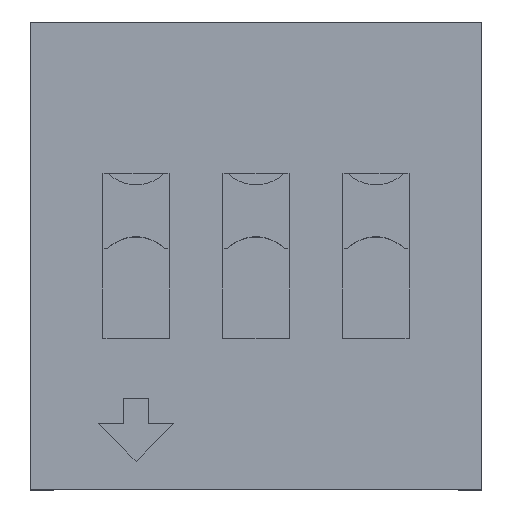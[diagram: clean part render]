
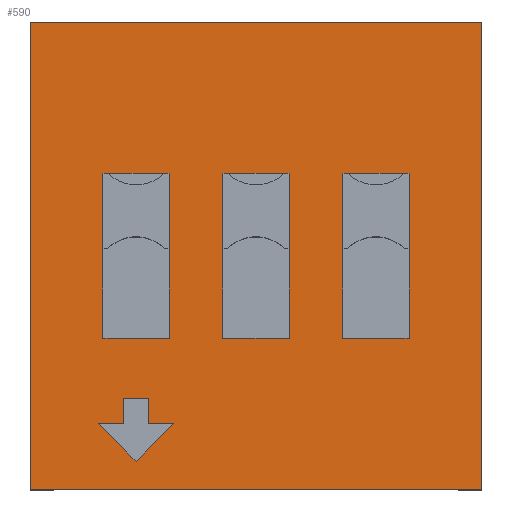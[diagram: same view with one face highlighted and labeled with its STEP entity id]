
A CAD part, top view. The second image highlights one B-rep face of the part: STEP entity #590.
In plain terms, the highlighted planar face has unit normal (0, 0, 1).
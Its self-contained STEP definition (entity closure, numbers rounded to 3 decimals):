
#94 = VERTEX_POINT('',#95);
#95 = CARTESIAN_POINT('',(-2.245,-1.14,5.85));
#101 = EDGE_CURVE('',#94,#102,#104,.T.);
#102 = VERTEX_POINT('',#103);
#103 = CARTESIAN_POINT('',(7.325,-1.14,5.85));
#104 = LINE('',#105,#106);
#105 = CARTESIAN_POINT('',(-2.245,-1.14,5.85));
#106 = VECTOR('',#107,1.);
#107 = DIRECTION('',(1.,0.,0.));
#468 = VERTEX_POINT('',#469);
#469 = CARTESIAN_POINT('',(-2.245,8.76,5.85));
#475 = EDGE_CURVE('',#468,#94,#476,.T.);
#476 = LINE('',#477,#478);
#477 = CARTESIAN_POINT('',(-2.245,8.76,5.85));
#478 = VECTOR('',#479,1.);
#479 = DIRECTION('',(0.,-1.,0.));
#549 = EDGE_CURVE('',#102,#550,#552,.T.);
#550 = VERTEX_POINT('',#551);
#551 = CARTESIAN_POINT('',(7.325,8.76,5.85));
#552 = LINE('',#553,#554);
#553 = CARTESIAN_POINT('',(7.325,-1.14,5.85));
#554 = VECTOR('',#555,1.);
#555 = DIRECTION('',(0.,1.,0.));
#590 = ADVANCED_FACE('',(#591,#602,#668,#734,#800),#858,.F.);
#591 = FACE_BOUND('',#592,.F.);
#592 = EDGE_LOOP('',(#593,#599,#600,#601));
#593 = ORIENTED_EDGE('',*,*,#594,.F.);
#594 = EDGE_CURVE('',#550,#468,#595,.T.);
#595 = LINE('',#596,#597);
#596 = CARTESIAN_POINT('',(7.325,8.76,5.85));
#597 = VECTOR('',#598,1.);
#598 = DIRECTION('',(-1.,0.,0.));
#599 = ORIENTED_EDGE('',*,*,#549,.F.);
#600 = ORIENTED_EDGE('',*,*,#101,.F.);
#601 = ORIENTED_EDGE('',*,*,#475,.F.);
#602 = FACE_BOUND('',#603,.F.);
#603 = EDGE_LOOP('',(#604,#614,#622,#630,#638,#646,#654,#662));
#604 = ORIENTED_EDGE('',*,*,#605,.T.);
#605 = EDGE_CURVE('',#606,#608,#610,.T.);
#606 = VERTEX_POINT('',#607);
#607 = CARTESIAN_POINT('',(4.38,5.56,5.85));
#608 = VERTEX_POINT('',#609);
#609 = CARTESIAN_POINT('',(4.38,3.96,5.85));
#610 = LINE('',#611,#612);
#611 = CARTESIAN_POINT('',(4.38,5.56,5.85));
#612 = VECTOR('',#613,1.);
#613 = DIRECTION('',(0.,-1.,0.));
#614 = ORIENTED_EDGE('',*,*,#615,.T.);
#615 = EDGE_CURVE('',#608,#616,#618,.T.);
#616 = VERTEX_POINT('',#617);
#617 = CARTESIAN_POINT('',(4.38,2.06,5.85));
#618 = LINE('',#619,#620);
#619 = CARTESIAN_POINT('',(4.38,5.56,5.85));
#620 = VECTOR('',#621,1.);
#621 = DIRECTION('',(0.,-1.,0.));
#622 = ORIENTED_EDGE('',*,*,#623,.T.);
#623 = EDGE_CURVE('',#616,#624,#626,.T.);
#624 = VERTEX_POINT('',#625);
#625 = CARTESIAN_POINT('',(5.78,2.06,5.85));
#626 = LINE('',#627,#628);
#627 = CARTESIAN_POINT('',(4.38,2.06,5.85));
#628 = VECTOR('',#629,1.);
#629 = DIRECTION('',(1.,0.,0.));
#630 = ORIENTED_EDGE('',*,*,#631,.T.);
#631 = EDGE_CURVE('',#624,#632,#634,.T.);
#632 = VERTEX_POINT('',#633);
#633 = CARTESIAN_POINT('',(5.78,3.96,5.85));
#634 = LINE('',#635,#636);
#635 = CARTESIAN_POINT('',(5.78,2.06,5.85));
#636 = VECTOR('',#637,1.);
#637 = DIRECTION('',(0.,1.,0.));
#638 = ORIENTED_EDGE('',*,*,#639,.T.);
#639 = EDGE_CURVE('',#632,#640,#642,.T.);
#640 = VERTEX_POINT('',#641);
#641 = CARTESIAN_POINT('',(5.78,5.56,5.85));
#642 = LINE('',#643,#644);
#643 = CARTESIAN_POINT('',(5.78,2.06,5.85));
#644 = VECTOR('',#645,1.);
#645 = DIRECTION('',(0.,1.,0.));
#646 = ORIENTED_EDGE('',*,*,#647,.T.);
#647 = EDGE_CURVE('',#640,#648,#650,.T.);
#648 = VERTEX_POINT('',#649);
#649 = CARTESIAN_POINT('',(5.682,5.56,5.85));
#650 = LINE('',#651,#652);
#651 = CARTESIAN_POINT('',(5.78,5.56,5.85));
#652 = VECTOR('',#653,1.);
#653 = DIRECTION('',(-1.,0.,0.));
#654 = ORIENTED_EDGE('',*,*,#655,.T.);
#655 = EDGE_CURVE('',#648,#656,#658,.T.);
#656 = VERTEX_POINT('',#657);
#657 = CARTESIAN_POINT('',(4.478,5.56,5.85));
#658 = LINE('',#659,#660);
#659 = CARTESIAN_POINT('',(5.78,5.56,5.85));
#660 = VECTOR('',#661,1.);
#661 = DIRECTION('',(-1.,0.,0.));
#662 = ORIENTED_EDGE('',*,*,#663,.T.);
#663 = EDGE_CURVE('',#656,#606,#664,.T.);
#664 = LINE('',#665,#666);
#665 = CARTESIAN_POINT('',(5.78,5.56,5.85));
#666 = VECTOR('',#667,1.);
#667 = DIRECTION('',(-1.,0.,0.));
#668 = FACE_BOUND('',#669,.F.);
#669 = EDGE_LOOP('',(#670,#680,#688,#696,#704,#712,#720,#728));
#670 = ORIENTED_EDGE('',*,*,#671,.T.);
#671 = EDGE_CURVE('',#672,#674,#676,.T.);
#672 = VERTEX_POINT('',#673);
#673 = CARTESIAN_POINT('',(3.24,5.56,5.85));
#674 = VERTEX_POINT('',#675);
#675 = CARTESIAN_POINT('',(3.142,5.56,5.85));
#676 = LINE('',#677,#678);
#677 = CARTESIAN_POINT('',(3.24,5.56,5.85));
#678 = VECTOR('',#679,1.);
#679 = DIRECTION('',(-1.,0.,0.));
#680 = ORIENTED_EDGE('',*,*,#681,.T.);
#681 = EDGE_CURVE('',#674,#682,#684,.T.);
#682 = VERTEX_POINT('',#683);
#683 = CARTESIAN_POINT('',(1.938,5.56,5.85));
#684 = LINE('',#685,#686);
#685 = CARTESIAN_POINT('',(3.24,5.56,5.85));
#686 = VECTOR('',#687,1.);
#687 = DIRECTION('',(-1.,0.,0.));
#688 = ORIENTED_EDGE('',*,*,#689,.T.);
#689 = EDGE_CURVE('',#682,#690,#692,.T.);
#690 = VERTEX_POINT('',#691);
#691 = CARTESIAN_POINT('',(1.84,5.56,5.85));
#692 = LINE('',#693,#694);
#693 = CARTESIAN_POINT('',(3.24,5.56,5.85));
#694 = VECTOR('',#695,1.);
#695 = DIRECTION('',(-1.,0.,0.));
#696 = ORIENTED_EDGE('',*,*,#697,.T.);
#697 = EDGE_CURVE('',#690,#698,#700,.T.);
#698 = VERTEX_POINT('',#699);
#699 = CARTESIAN_POINT('',(1.84,3.96,5.85));
#700 = LINE('',#701,#702);
#701 = CARTESIAN_POINT('',(1.84,5.56,5.85));
#702 = VECTOR('',#703,1.);
#703 = DIRECTION('',(0.,-1.,0.));
#704 = ORIENTED_EDGE('',*,*,#705,.T.);
#705 = EDGE_CURVE('',#698,#706,#708,.T.);
#706 = VERTEX_POINT('',#707);
#707 = CARTESIAN_POINT('',(1.84,2.06,5.85));
#708 = LINE('',#709,#710);
#709 = CARTESIAN_POINT('',(1.84,5.56,5.85));
#710 = VECTOR('',#711,1.);
#711 = DIRECTION('',(0.,-1.,0.));
#712 = ORIENTED_EDGE('',*,*,#713,.T.);
#713 = EDGE_CURVE('',#706,#714,#716,.T.);
#714 = VERTEX_POINT('',#715);
#715 = CARTESIAN_POINT('',(3.24,2.06,5.85));
#716 = LINE('',#717,#718);
#717 = CARTESIAN_POINT('',(1.84,2.06,5.85));
#718 = VECTOR('',#719,1.);
#719 = DIRECTION('',(1.,0.,0.));
#720 = ORIENTED_EDGE('',*,*,#721,.T.);
#721 = EDGE_CURVE('',#714,#722,#724,.T.);
#722 = VERTEX_POINT('',#723);
#723 = CARTESIAN_POINT('',(3.24,3.96,5.85));
#724 = LINE('',#725,#726);
#725 = CARTESIAN_POINT('',(3.24,2.06,5.85));
#726 = VECTOR('',#727,1.);
#727 = DIRECTION('',(0.,1.,0.));
#728 = ORIENTED_EDGE('',*,*,#729,.T.);
#729 = EDGE_CURVE('',#722,#672,#730,.T.);
#730 = LINE('',#731,#732);
#731 = CARTESIAN_POINT('',(3.24,2.06,5.85));
#732 = VECTOR('',#733,1.);
#733 = DIRECTION('',(0.,1.,0.));
#734 = FACE_BOUND('',#735,.F.);
#735 = EDGE_LOOP('',(#736,#746,#754,#762,#770,#778,#786,#794));
#736 = ORIENTED_EDGE('',*,*,#737,.T.);
#737 = EDGE_CURVE('',#738,#740,#742,.T.);
#738 = VERTEX_POINT('',#739);
#739 = CARTESIAN_POINT('',(0.7,2.06,5.85));
#740 = VERTEX_POINT('',#741);
#741 = CARTESIAN_POINT('',(0.7,3.96,5.85));
#742 = LINE('',#743,#744);
#743 = CARTESIAN_POINT('',(0.7,2.06,5.85));
#744 = VECTOR('',#745,1.);
#745 = DIRECTION('',(0.,1.,0.));
#746 = ORIENTED_EDGE('',*,*,#747,.T.);
#747 = EDGE_CURVE('',#740,#748,#750,.T.);
#748 = VERTEX_POINT('',#749);
#749 = CARTESIAN_POINT('',(0.7,5.56,5.85));
#750 = LINE('',#751,#752);
#751 = CARTESIAN_POINT('',(0.7,2.06,5.85));
#752 = VECTOR('',#753,1.);
#753 = DIRECTION('',(0.,1.,0.));
#754 = ORIENTED_EDGE('',*,*,#755,.T.);
#755 = EDGE_CURVE('',#748,#756,#758,.T.);
#756 = VERTEX_POINT('',#757);
#757 = CARTESIAN_POINT('',(0.602,5.56,5.85));
#758 = LINE('',#759,#760);
#759 = CARTESIAN_POINT('',(0.7,5.56,5.85));
#760 = VECTOR('',#761,1.);
#761 = DIRECTION('',(-1.,0.,0.));
#762 = ORIENTED_EDGE('',*,*,#763,.T.);
#763 = EDGE_CURVE('',#756,#764,#766,.T.);
#764 = VERTEX_POINT('',#765);
#765 = CARTESIAN_POINT('',(-0.602,5.56,5.85));
#766 = LINE('',#767,#768);
#767 = CARTESIAN_POINT('',(0.7,5.56,5.85));
#768 = VECTOR('',#769,1.);
#769 = DIRECTION('',(-1.,0.,0.));
#770 = ORIENTED_EDGE('',*,*,#771,.T.);
#771 = EDGE_CURVE('',#764,#772,#774,.T.);
#772 = VERTEX_POINT('',#773);
#773 = CARTESIAN_POINT('',(-0.7,5.56,5.85));
#774 = LINE('',#775,#776);
#775 = CARTESIAN_POINT('',(0.7,5.56,5.85));
#776 = VECTOR('',#777,1.);
#777 = DIRECTION('',(-1.,0.,0.));
#778 = ORIENTED_EDGE('',*,*,#779,.T.);
#779 = EDGE_CURVE('',#772,#780,#782,.T.);
#780 = VERTEX_POINT('',#781);
#781 = CARTESIAN_POINT('',(-0.7,3.96,5.85));
#782 = LINE('',#783,#784);
#783 = CARTESIAN_POINT('',(-0.7,5.56,5.85));
#784 = VECTOR('',#785,1.);
#785 = DIRECTION('',(0.,-1.,0.));
#786 = ORIENTED_EDGE('',*,*,#787,.T.);
#787 = EDGE_CURVE('',#780,#788,#790,.T.);
#788 = VERTEX_POINT('',#789);
#789 = CARTESIAN_POINT('',(-0.7,2.06,5.85));
#790 = LINE('',#791,#792);
#791 = CARTESIAN_POINT('',(-0.7,5.56,5.85));
#792 = VECTOR('',#793,1.);
#793 = DIRECTION('',(0.,-1.,0.));
#794 = ORIENTED_EDGE('',*,*,#795,.T.);
#795 = EDGE_CURVE('',#788,#738,#796,.T.);
#796 = LINE('',#797,#798);
#797 = CARTESIAN_POINT('',(-0.7,2.06,5.85));
#798 = VECTOR('',#799,1.);
#799 = DIRECTION('',(1.,0.,0.));
#800 = FACE_BOUND('',#801,.F.);
#801 = EDGE_LOOP('',(#802,#812,#820,#828,#836,#844,#852));
#802 = ORIENTED_EDGE('',*,*,#803,.T.);
#803 = EDGE_CURVE('',#804,#806,#808,.T.);
#804 = VERTEX_POINT('',#805);
#805 = CARTESIAN_POINT('',(0.8,0.26,5.85));
#806 = VERTEX_POINT('',#807);
#807 = CARTESIAN_POINT('',(0.267,0.26,5.85));
#808 = LINE('',#809,#810);
#809 = CARTESIAN_POINT('',(0.8,0.26,5.85));
#810 = VECTOR('',#811,1.);
#811 = DIRECTION('',(-1.,0.,0.));
#812 = ORIENTED_EDGE('',*,*,#813,.T.);
#813 = EDGE_CURVE('',#806,#814,#816,.T.);
#814 = VERTEX_POINT('',#815);
#815 = CARTESIAN_POINT('',(0.267,0.793,5.85));
#816 = LINE('',#817,#818);
#817 = CARTESIAN_POINT('',(0.267,0.26,5.85));
#818 = VECTOR('',#819,1.);
#819 = DIRECTION('',(0.,1.,0.));
#820 = ORIENTED_EDGE('',*,*,#821,.T.);
#821 = EDGE_CURVE('',#814,#822,#824,.T.);
#822 = VERTEX_POINT('',#823);
#823 = CARTESIAN_POINT('',(-0.267,0.793,5.85));
#824 = LINE('',#825,#826);
#825 = CARTESIAN_POINT('',(0.267,0.793,5.85));
#826 = VECTOR('',#827,1.);
#827 = DIRECTION('',(-1.,0.,0.));
#828 = ORIENTED_EDGE('',*,*,#829,.T.);
#829 = EDGE_CURVE('',#822,#830,#832,.T.);
#830 = VERTEX_POINT('',#831);
#831 = CARTESIAN_POINT('',(-0.267,0.26,5.85));
#832 = LINE('',#833,#834);
#833 = CARTESIAN_POINT('',(-0.267,0.793,5.85));
#834 = VECTOR('',#835,1.);
#835 = DIRECTION('',(0.,-1.,0.));
#836 = ORIENTED_EDGE('',*,*,#837,.T.);
#837 = EDGE_CURVE('',#830,#838,#840,.T.);
#838 = VERTEX_POINT('',#839);
#839 = CARTESIAN_POINT('',(-0.8,0.26,5.85));
#840 = LINE('',#841,#842);
#841 = CARTESIAN_POINT('',(-0.267,0.26,5.85));
#842 = VECTOR('',#843,1.);
#843 = DIRECTION('',(-1.,0.,0.));
#844 = ORIENTED_EDGE('',*,*,#845,.T.);
#845 = EDGE_CURVE('',#838,#846,#848,.T.);
#846 = VERTEX_POINT('',#847);
#847 = CARTESIAN_POINT('',(0.,-0.54,5.85));
#848 = LINE('',#849,#850);
#849 = CARTESIAN_POINT('',(-0.8,0.26,5.85));
#850 = VECTOR('',#851,1.);
#851 = DIRECTION('',(0.707,-0.707,0.));
#852 = ORIENTED_EDGE('',*,*,#853,.T.);
#853 = EDGE_CURVE('',#846,#804,#854,.T.);
#854 = LINE('',#855,#856);
#855 = CARTESIAN_POINT('',(0.,-0.54,5.85));
#856 = VECTOR('',#857,1.);
#857 = DIRECTION('',(0.707,0.707,0.));
#858 = PLANE('',#859);
#859 = AXIS2_PLACEMENT_3D('',#860,#861,#862);
#860 = CARTESIAN_POINT('',(7.325,8.76,5.85));
#861 = DIRECTION('',(0.,0.,-1.));
#862 = DIRECTION('',(1.,0.,0.));
